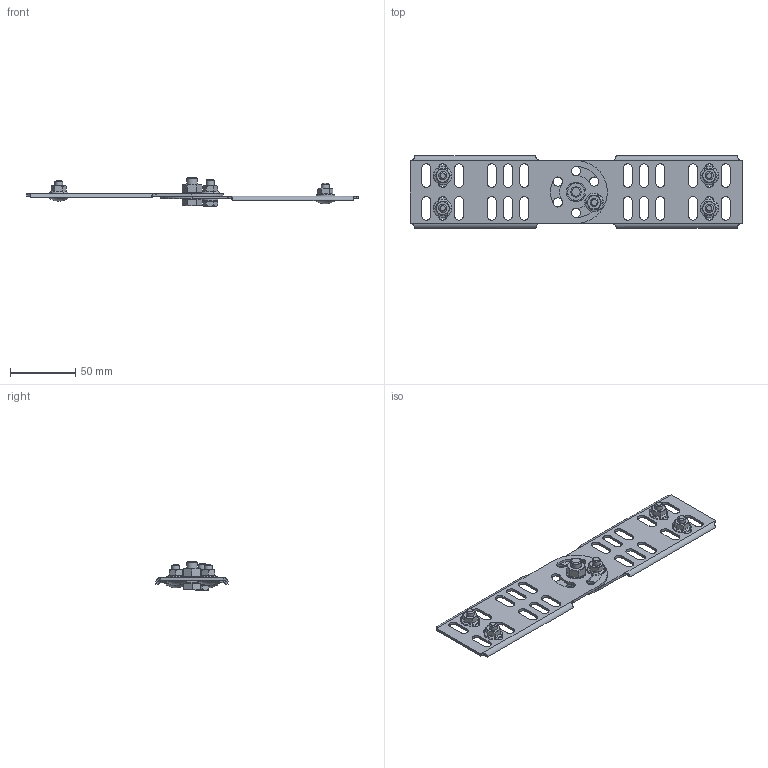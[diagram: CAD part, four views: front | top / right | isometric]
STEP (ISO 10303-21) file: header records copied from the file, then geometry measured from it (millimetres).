
FILE_DESCRIPTION (( 'STEP AP214' ), '1' );
FILE_NAME ('7082265.stp', '2024-05-03T13:31:13', ( '' ), ( '' ), 'SwSTEP 2.0', 'SolidWorks 2022', '' );
FILE_SCHEMA (( 'AUTOMOTIVE_DESIGN' ));
Length unit declared in the file: millimetre
Products named in the file (9): 020343_ISO 7089-6; 020262_DIN EN 1661 - M6; 7082265; 020342_DIN 603 M6x12; 009241_DIN 6798-A8.4; 020302_ISO 4017 - M8 x 16; 020302_ISO 4017 - M6 x 16; 020242_ISO 4032 - M8; KTS 07.039-007_Standard
Assembly tree (16 placements, depth 2):
  7082265
    KTS 07.039-007_Standard  x2
    009241_DIN 6798-A8.4
    020242_ISO 4032 - M8
    020262_DIN EN 1661 - M6  x5
    020302_ISO 4017 - M8 x 16
    020302_ISO 4017 - M6 x 16
    020342_DIN 603 M6x12  x4
    020343_ISO 7089-6
Bounding box: 254 x 55.3 x 21.6 mm (x, y, z)
Volume: 32334 mm3; surface area: 35883.3 mm2
Topology: 16 solids, 16 shells, 498 faces, 1267 edges, 781 vertices
Faces by surface type: plane 186, cylinder 142, cone 93, bspline 66, torus 7, sphere 4
Full cylindrical faces by diameter (mm): 5 x5, 6 x15, 6.4 x1, 6.65 x1, 8 x3, 8.4 x1, 8.9 x1, 9.5 x2, 11.6 x1, 12 x1, 15 x1, 16.55 x4
Entity records: 9299 total; most frequent: CARTESIAN_POINT 3050, ORIENTED_EDGE 1216, DIRECTION 1112, EDGE_CURVE 608, AXIS2_PLACEMENT_3D 422, VERTEX_POINT 402, EDGE_LOOP 328, FACE_OUTER_BOUND 275
